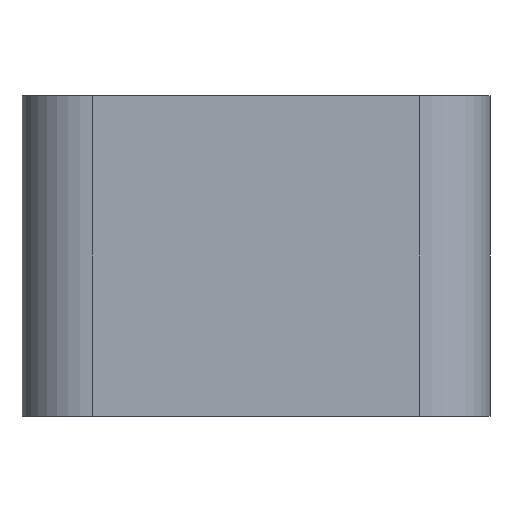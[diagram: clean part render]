
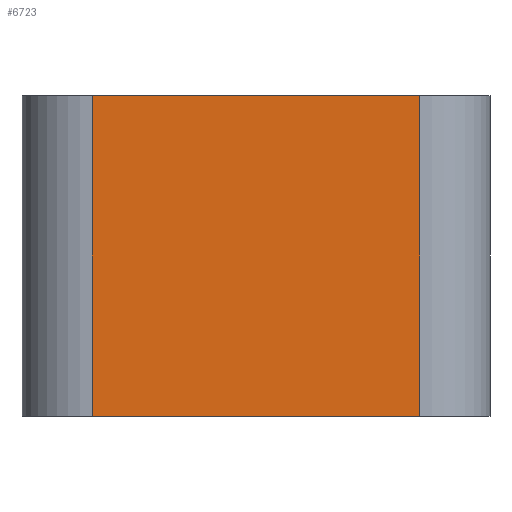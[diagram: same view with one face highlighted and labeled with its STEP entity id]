
A CAD part, front view. The second image highlights one B-rep face of the part: STEP entity #6723.
In plain terms, the highlighted planar face has unit normal (0, -1, 0).
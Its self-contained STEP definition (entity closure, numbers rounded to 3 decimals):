
#148 = CARTESIAN_POINT ( 'NONE',  ( -24.5, -10.5, 0. ) ) ;
#181 = CARTESIAN_POINT ( 'NONE',  ( 0., -10.5, -48. ) ) ;
#260 = ORIENTED_EDGE ( 'NONE', *, *, #7206, .T. ) ;
#617 = LINE ( 'NONE', #3202, #4484 ) ;
#636 = VERTEX_POINT ( 'NONE', #2995 ) ;
#704 = VERTEX_POINT ( 'NONE', #4082 ) ;
#811 = DIRECTION ( 'NONE',  ( -1., 0., 0. ) ) ;
#875 = PLANE ( 'NONE',  #6959 ) ;
#912 = FACE_OUTER_BOUND ( 'NONE', #2277, .T. ) ;
#1685 = ORIENTED_EDGE ( 'NONE', *, *, #5513, .T. ) ;
#2277 = EDGE_LOOP ( 'NONE', ( #260, #4427, #5121, #1685 ) ) ;
#2289 = VECTOR ( 'NONE', #3813, 1000. ) ;
#2783 = CARTESIAN_POINT ( 'NONE',  ( 24.5, -10.5, -48. ) ) ;
#2995 = CARTESIAN_POINT ( 'NONE',  ( 24.5, -10.5, 0. ) ) ;
#3202 = CARTESIAN_POINT ( 'NONE',  ( -24.5, -10.5, -48. ) ) ;
#3434 = CARTESIAN_POINT ( 'NONE',  ( 0., -10.5, 0. ) ) ;
#3518 = LINE ( 'NONE', #3434, #7999 ) ;
#3747 = VERTEX_POINT ( 'NONE', #3905 ) ;
#3813 = DIRECTION ( 'NONE',  ( -1., 0., 0. ) ) ;
#3905 = CARTESIAN_POINT ( 'NONE',  ( 24.5, -10.5, -48. ) ) ;
#3995 = CARTESIAN_POINT ( 'NONE',  ( 0., -10.5, -48. ) ) ;
#4034 = DIRECTION ( 'NONE',  ( -1., 0., 0. ) ) ;
#4082 = CARTESIAN_POINT ( 'NONE',  ( -24.5, -10.5, -48. ) ) ;
#4427 = ORIENTED_EDGE ( 'NONE', *, *, #6409, .F. ) ;
#4484 = VECTOR ( 'NONE', #8467, 1000. ) ;
#5121 = ORIENTED_EDGE ( 'NONE', *, *, #7674, .F. ) ;
#5513 = EDGE_CURVE ( 'NONE', #3747, #636, #6705, .T. ) ;
#5894 = DIRECTION ( 'NONE',  ( 0., 0., 1. ) ) ;
#6281 = VECTOR ( 'NONE', #5894, 1000. ) ;
#6409 = EDGE_CURVE ( 'NONE', #704, #7126, #617, .T. ) ;
#6705 = LINE ( 'NONE', #2783, #6281 ) ;
#6708 = DIRECTION ( 'NONE',  ( 0., 1., 0. ) ) ;
#6723 = ADVANCED_FACE ( 'NONE', ( #912 ), #875, .F. ) ;
#6959 = AXIS2_PLACEMENT_3D ( 'NONE', #181, #6708, #4034 ) ;
#7126 = VERTEX_POINT ( 'NONE', #148 ) ;
#7206 = EDGE_CURVE ( 'NONE', #636, #7126, #3518, .T. ) ;
#7276 = LINE ( 'NONE', #3995, #2289 ) ;
#7674 = EDGE_CURVE ( 'NONE', #3747, #704, #7276, .T. ) ;
#7999 = VECTOR ( 'NONE', #811, 1000. ) ;
#8467 = DIRECTION ( 'NONE',  ( 0., 0., 1. ) ) ;
